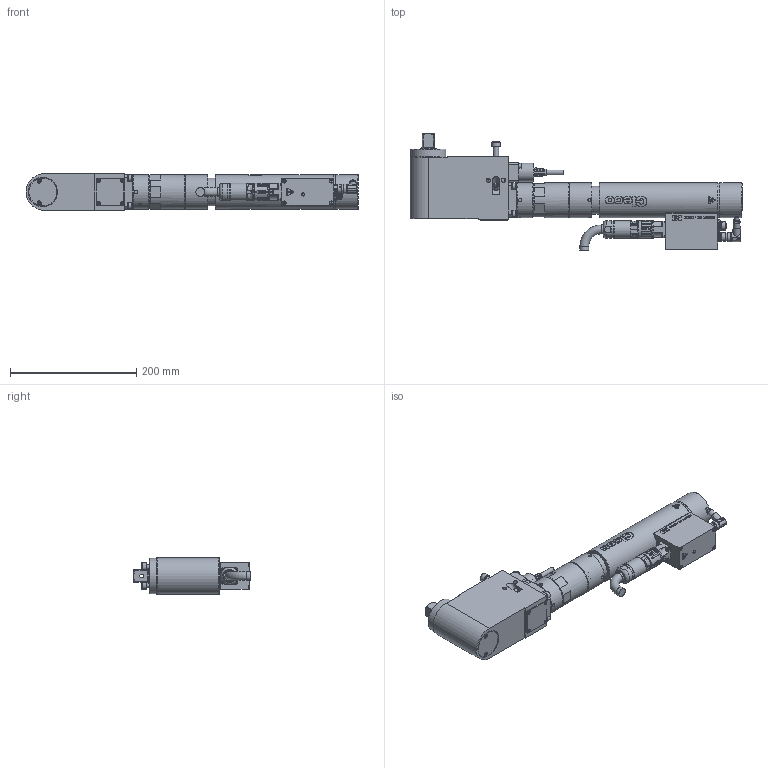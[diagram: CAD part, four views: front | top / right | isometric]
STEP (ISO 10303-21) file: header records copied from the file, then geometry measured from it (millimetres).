
FILE_DESCRIPTION(/* description */ (''),/* implementation_level */ '2;1');
FILE_NAME(/* name */ '2BD200T1A-A_IAM_001.iam.step',/* time_stamp */ '2021-07-21T07:37:31+02:00',/* author */ ('cideon'),/* organization */ (''),/* preprocessor_version */ 'ST-DEVELOPER v17.2',/* originating_system */ 'Autodesk Inventor 2019',/* authorisation */ '');
FILE_SCHEMA (('AUTOMOTIVE_DESIGN { 1 0 10303 214 3 1 1 }'));
Length unit declared in the file: centimetre
Products named in the file (1): Bauteil18
Bounding box: 525.7 x 184.47 x 58 mm (x, y, z)
Volume: 1777479 mm3; surface area: 280290.3 mm2
Topology: 2 solids, 2 shells, 3946 faces, 11106 edges, 7348 vertices
Faces by surface type: plane 2327, cylinder 901, bspline 274, cone 253, torus 179, sphere 12
Full cylindrical faces by diameter (mm): 0.434 x2, 0.6 x6, 0.9 x8, 1.6 x1, 1.83 x2, 2.1 x2, 2.5 x4, 2.8 x3, 3.4 x3, 3.5 x1, 4 x1, 4.5 x1, 5 x3, 5.1 x10, 5.3 x2, 5.5 x9, 5.6 x4, 5.9 x1, 6 x10, 6.2 x1, 6.3 x1, 6.6 x4, 6.8 x4, 7 x2, 7.3 x1, 7.5 x1, 8 x4, 10 x7, 10.5 x1, 10.9 x2
Entity records: 183186 total; most frequent: CARTESIAN_POINT 78544, ORIENTED_EDGE 22162, DIRECTION 19661, EDGE_CURVE 11081, VERTEX_POINT 7347, AXIS2_PLACEMENT_3D 6838, LINE 5985, VECTOR 5985
